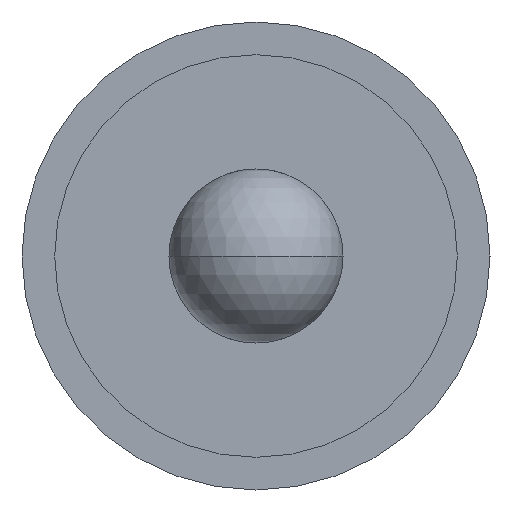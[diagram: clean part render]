
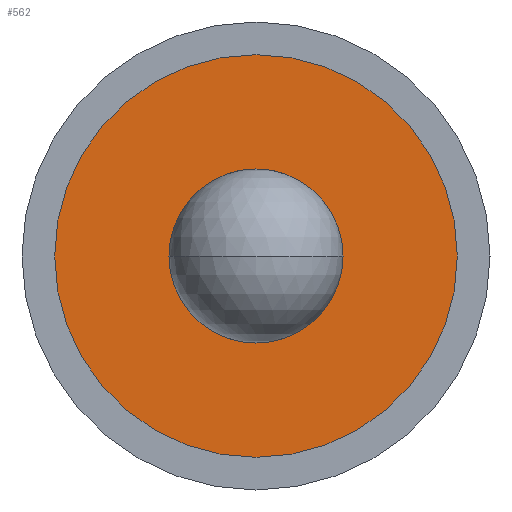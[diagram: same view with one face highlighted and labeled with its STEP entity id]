
A CAD part, left-side view. The second image highlights one B-rep face of the part: STEP entity #562.
In plain terms, the highlighted planar face has unit normal (-1, 0, 0).
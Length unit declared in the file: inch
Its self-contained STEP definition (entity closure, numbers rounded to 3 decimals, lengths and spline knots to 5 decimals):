
#11 = DIRECTION ( 'NONE',  ( -1., 0., 0. ) ) ;
#19 = CIRCLE ( 'NONE', #346, 0.0185 ) ;
#38 = VERTEX_POINT ( 'NONE', #153 ) ;
#57 = EDGE_CURVE ( 'NONE', #200, #535, #106, .T. ) ;
#67 = EDGE_CURVE ( 'NONE', #535, #200, #477, .T. ) ;
#90 = FACE_OUTER_BOUND ( 'NONE', #519, .T. ) ;
#102 = DIRECTION ( 'NONE',  ( 1., 0., 0. ) ) ;
#106 = CIRCLE ( 'NONE', #424, 0.008 ) ;
#153 = CARTESIAN_POINT ( 'NONE',  ( 0.103, -0.0185, 0. ) ) ;
#186 = DIRECTION ( 'NONE',  ( -1., 0., 0. ) ) ;
#200 = VERTEX_POINT ( 'NONE', #581 ) ;
#204 = DIRECTION ( 'NONE',  ( -1., 0., 0. ) ) ;
#206 = DIRECTION ( 'NONE',  ( 0., 1., 0. ) ) ;
#208 = DIRECTION ( 'NONE',  ( 0., -1., 0. ) ) ;
#210 = CARTESIAN_POINT ( 'NONE',  ( 0.103, 0., 0. ) ) ;
#242 = DIRECTION ( 'NONE',  ( 0., -1., 0. ) ) ;
#247 = AXIS2_PLACEMENT_3D ( 'NONE', #563, #102, #206 ) ;
#286 = ORIENTED_EDGE ( 'NONE', *, *, #392, .T. ) ;
#339 = DIRECTION ( 'NONE',  ( -1., 0., 0. ) ) ;
#345 = CIRCLE ( 'NONE', #554, 0.0185 ) ;
#346 = AXIS2_PLACEMENT_3D ( 'NONE', #497, #339, #242 ) ;
#367 = AXIS2_PLACEMENT_3D ( 'NONE', #416, #11, #619 ) ;
#388 = VERTEX_POINT ( 'NONE', #538 ) ;
#392 = EDGE_CURVE ( 'NONE', #388, #38, #345, .T. ) ;
#393 = DIRECTION ( 'NONE',  ( 0., -1., 0. ) ) ;
#416 = CARTESIAN_POINT ( 'NONE',  ( 0.103, 0., 0. ) ) ;
#424 = AXIS2_PLACEMENT_3D ( 'NONE', #210, #204, #208 ) ;
#441 = EDGE_LOOP ( 'NONE', ( #593, #498 ) ) ;
#446 = EDGE_CURVE ( 'NONE', #38, #388, #19, .T. ) ;
#447 = ORIENTED_EDGE ( 'NONE', *, *, #446, .T. ) ;
#477 = CIRCLE ( 'NONE', #367, 0.008 ) ;
#490 = CARTESIAN_POINT ( 'NONE',  ( 0.103, 0., 0. ) ) ;
#497 = CARTESIAN_POINT ( 'NONE',  ( 0.103, 0., 0. ) ) ;
#498 = ORIENTED_EDGE ( 'NONE', *, *, #67, .F. ) ;
#516 = CARTESIAN_POINT ( 'NONE',  ( 0.103, 0.008, 0. ) ) ;
#519 = EDGE_LOOP ( 'NONE', ( #447, #286 ) ) ;
#535 = VERTEX_POINT ( 'NONE', #516 ) ;
#538 = CARTESIAN_POINT ( 'NONE',  ( 0.103, 0.0185, 0. ) ) ;
#554 = AXIS2_PLACEMENT_3D ( 'NONE', #490, #186, #393 ) ;
#558 = FACE_BOUND ( 'NONE', #441, .T. ) ;
#562 = ADVANCED_FACE ( 'NONE', ( #558, #90 ), #649, .F. ) ;
#563 = CARTESIAN_POINT ( 'NONE',  ( 0.103, 0.008, 0. ) ) ;
#581 = CARTESIAN_POINT ( 'NONE',  ( 0.103, -0.008, 0. ) ) ;
#593 = ORIENTED_EDGE ( 'NONE', *, *, #57, .F. ) ;
#619 = DIRECTION ( 'NONE',  ( 0., -1., 0. ) ) ;
#649 = PLANE ( 'NONE',  #247 ) ;
